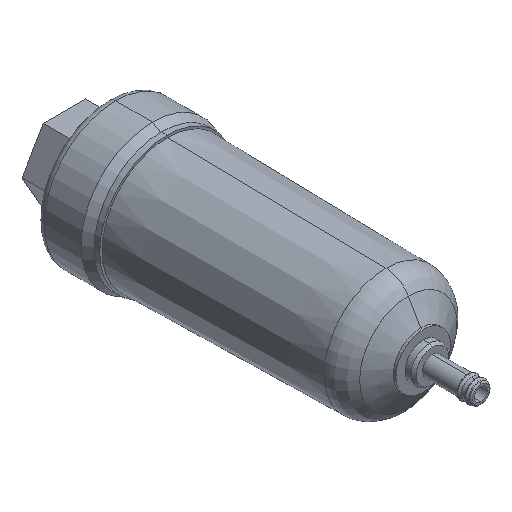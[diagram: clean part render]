
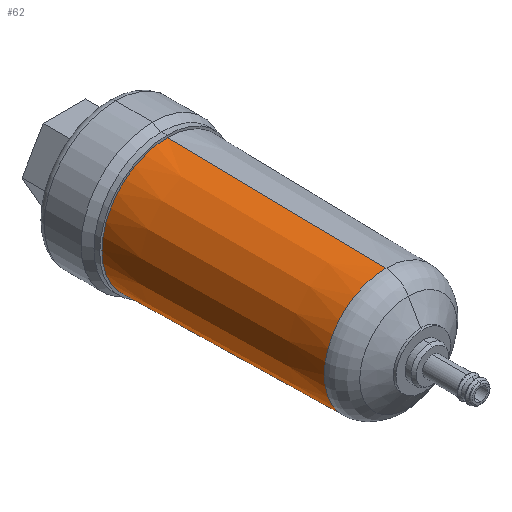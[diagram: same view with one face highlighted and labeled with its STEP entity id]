
A CAD part, isometric view. The second image highlights one B-rep face of the part: STEP entity #62.
In plain terms, the highlighted conical face has half-angle 0.963 degrees and reference radius 24.9 mm.
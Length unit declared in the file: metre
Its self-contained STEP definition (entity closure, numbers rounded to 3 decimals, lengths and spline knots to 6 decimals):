
#62=ADVANCED_FACE('0:25',(#136),#137,.T.);
#136=FACE_OUTER_BOUND('',#268,.T.);
#137=CONICAL_SURFACE('',#269,0.0249,0.017);
#268=EDGE_LOOP('',(#455,#456,#457,#458));
#269=AXIS2_PLACEMENT_3D('',#459,#460,#461);
#455=ORIENTED_EDGE('',*,*,#848,.F.);
#456=ORIENTED_EDGE('',*,*,#849,.F.);
#457=ORIENTED_EDGE('',*,*,#850,.F.);
#458=ORIENTED_EDGE('',*,*,#851,.T.);
#459=CARTESIAN_POINT('',(0.0,-0.0227,0.0));
#460=DIRECTION('',(-0.0,1.0,-0.0));
#461=DIRECTION('',(0.0,0.0,1.0));
#848=EDGE_CURVE('',#1000,#994,#1001,.T.);
#849=EDGE_CURVE('0:88',#1002,#1000,#1003,.T.);
#850=EDGE_CURVE('',#997,#1002,#1004,.T.);
#851=EDGE_CURVE('0:91',#997,#994,#1005,.T.);
#994=VERTEX_POINT('',#1202);
#997=VERTEX_POINT('',#1205);
#1000=VERTEX_POINT('',#1208);
#1001=LINE('',#1209,#1210);
#1002=VERTEX_POINT('',#1211);
#1003=CIRCLE('',#1212,0.0249);
#1004=LINE('',#1213,#1214);
#1005=CIRCLE('',#1215,0.0235);
#1202=CARTESIAN_POINT('',(0.0,-0.106016,0.0235));
#1205=CARTESIAN_POINT('',(0.,-0.106016,-0.0235));
#1208=CARTESIAN_POINT('',(0.0,-0.0227,0.0249));
#1209=CARTESIAN_POINT('',(0.,-0.0227,0.0249));
#1210=VECTOR('',#1472,1.0);
#1211=CARTESIAN_POINT('',(0.,-0.0227,-0.0249));
#1212=AXIS2_PLACEMENT_3D('',#1473,#1474,#1475);
#1213=CARTESIAN_POINT('',(0.,-0.0227,-0.0249));
#1214=VECTOR('',#1476,1.0);
#1215=AXIS2_PLACEMENT_3D('',#1477,#1478,#1479);
#1472=DIRECTION('',(0.,-1.,-0.017));
#1473=CARTESIAN_POINT('',(0.0,-0.0227,0.0));
#1474=DIRECTION('',(-0.0,1.0,0.0));
#1475=DIRECTION('',(0.0,0.0,1.0));
#1476=DIRECTION('',(0.,1.,-0.017));
#1477=CARTESIAN_POINT('',(0.0,-0.106016,0.0));
#1478=DIRECTION('',(-0.0,1.0,0.0));
#1479=DIRECTION('',(0.0,0.0,1.0));
